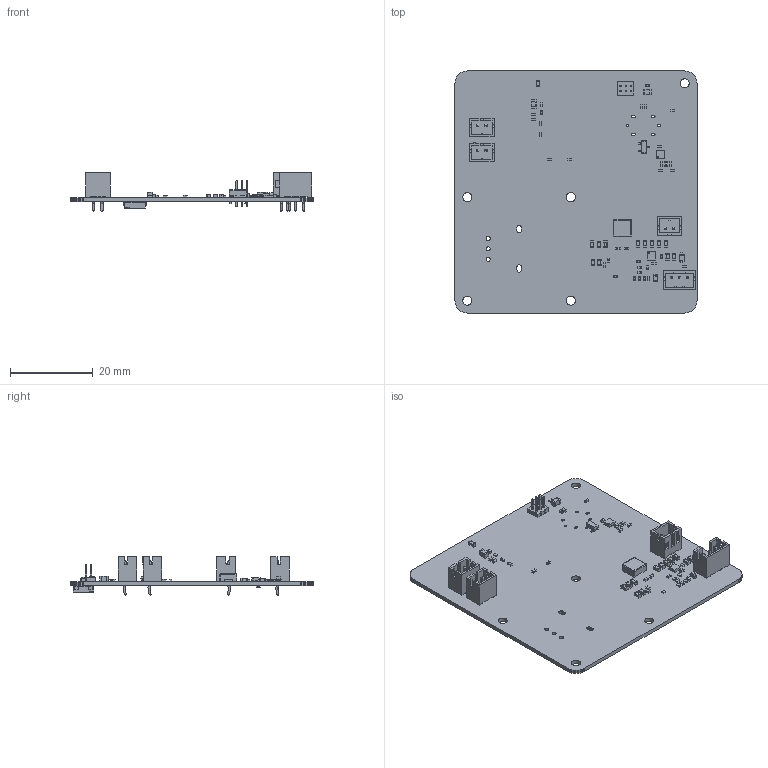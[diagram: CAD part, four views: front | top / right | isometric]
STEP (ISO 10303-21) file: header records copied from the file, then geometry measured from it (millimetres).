
FILE_DESCRIPTION(('KiCad electronic assembly'),'2;1');
FILE_NAME('Transmitter.step','2024-03-15T18:43:46',('Pcbnew'),('Kicad'), 'Open CASCADE STEP processor 7.6','KiCad to STEP converter','Unknown' );
FILE_SCHEMA(('AUTOMOTIVE_DESIGN { 1 0 10303 214 1 1 1 1 }'));
Length unit declared in the file: millimetre
Products named in the file (28): Transmitter 1; R_0402_1005Metric; SOLID; PinHeader_2x03_P1.27mm_Vertical; C_0402_1005Metric; JST_PH_B2B-PH-K_1x02_P2.00mm_Vertical; C_0603_1608Metric; JST_PH_B3B-PH-K_1x03_P2.00mm_Vertical; C_0805_2012Metric; LED_0603_1608Metric; SOT-23; WSON-6-1EP_2x2mm_P0.65mm_EP1x1.6mm; L_Sunlord_MWSA0402S; COMPOUND; D_SOD-323F; LED_WS2812B_PLCC4_5.0x5.0mm_P3.2mm; Transmitter PCB
Assembly tree (77 placements, depth 3):
  Transmitter 1
    R_0402_1005Metric  x11
      SOLID
    PinHeader_2x03_P1.27mm_Vertical
      SOLID
    C_0402_1005Metric  x25
      SOLID
    JST_PH_B2B-PH-K_1x02_P2.00mm_Vertical  x3
      SOLID
    C_0603_1608Metric  x13
      SOLID
    JST_PH_B3B-PH-K_1x03_P2.00mm_Vertical
      SOLID
    C_0805_2012Metric  x2
      SOLID
    LED_0603_1608Metric
      SOLID
    SOT-23
      SOLID
    WSON-6-1EP_2x2mm_P0.65mm_EP1x1.6mm  x2
      SOLID
    L_Sunlord_MWSA0402S
      COMPOUND
    D_SOD-323F
      SOLID
    LED_WS2812B_PLCC4_5.0x5.0mm_P3.2mm
      SOLID
    Transmitter PCB
Bounding box: 58.5 x 58.5 x 9.4 mm (x, y, z)
Volume: 3799.7 mm3; surface area: 8743.7 mm2
Topology: 66 solids, 66 shells, 2533 faces, 6668 edges, 4372 vertices
Faces by surface type: plane 1839, cylinder 652, bspline 37, sphere 4, cone 1
Full cylindrical faces by diameter (mm): 0.25 x2, 0.508 x1, 0.65 x6, 0.75 x9, 1 x3, 2.2 x5, 3.333 x1
Entity records: 72264 total; most frequent: CARTESIAN_POINT 12479, DIRECTION 10070, LINE 7412, VECTOR 7412, ORIENTED_EDGE 5340, PCURVE 5340, DEFINITIONAL_REPRESENTATION 5340, EDGE_CURVE 2670
